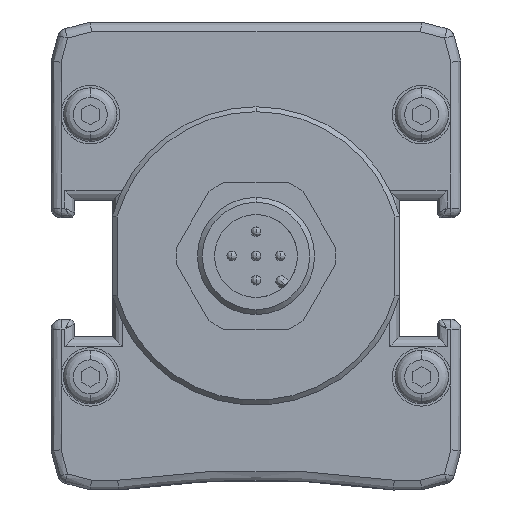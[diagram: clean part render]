
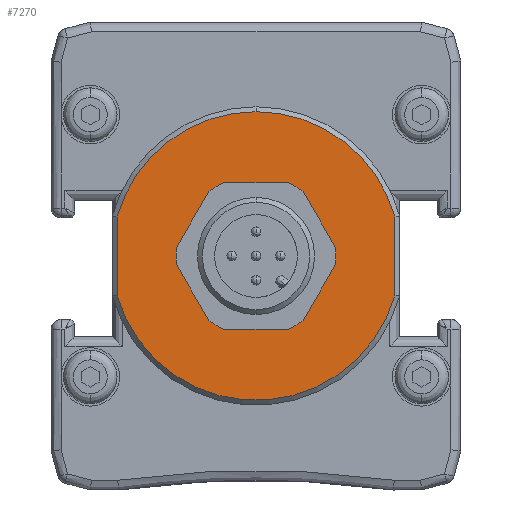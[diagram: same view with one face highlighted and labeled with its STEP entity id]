
A CAD part, front view. The second image highlights one B-rep face of the part: STEP entity #7270.
In plain terms, the highlighted planar face has unit normal (0, -1, 0).
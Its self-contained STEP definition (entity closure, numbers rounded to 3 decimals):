
#53 = VERTEX_POINT ( 'NONE', #5375 ) ;
#158 = DIRECTION ( 'NONE',  ( 0., -1., 0. ) ) ;
#379 = VERTEX_POINT ( 'NONE', #4038 ) ;
#481 = DIRECTION ( 'NONE',  ( 0., 0., -1. ) ) ;
#779 = CARTESIAN_POINT ( 'NONE',  ( 0., -571., 0. ) ) ;
#904 = EDGE_LOOP ( 'NONE', ( #9737, #10478, #3177, #2918, #12383 ) ) ;
#1829 = DIRECTION ( 'NONE',  ( 0., 0., -1. ) ) ;
#2539 = EDGE_CURVE ( 'NONE', #379, #10520, #10367, .T. ) ;
#2848 = CARTESIAN_POINT ( 'NONE',  ( -14.25, -571., 0. ) ) ;
#2918 = ORIENTED_EDGE ( 'NONE', *, *, #2539, .T. ) ;
#3014 = EDGE_CURVE ( 'NONE', #6957, #4903, #5045, .T. ) ;
#3177 = ORIENTED_EDGE ( 'NONE', *, *, #7996, .T. ) ;
#4038 = CARTESIAN_POINT ( 'NONE',  ( 14.25, -571., 3.997 ) ) ;
#4241 = CARTESIAN_POINT ( 'NONE',  ( -14.25, -571., 3.997 ) ) ;
#4823 = DIRECTION ( 'NONE',  ( 0., -1., 0. ) ) ;
#4903 = VERTEX_POINT ( 'NONE', #6233 ) ;
#5045 = LINE ( 'NONE', #2848, #12636 ) ;
#5276 = DIRECTION ( 'NONE',  ( 0., -1., 0. ) ) ;
#5375 = CARTESIAN_POINT ( 'NONE',  ( 14.25, -571., -3.997 ) ) ;
#5514 = AXIS2_PLACEMENT_3D ( 'NONE', #11226, #5276, #12206 ) ;
#6115 = LINE ( 'NONE', #10266, #10777 ) ;
#6173 = CARTESIAN_POINT ( 'NONE',  ( 0., -571., 0. ) ) ;
#6233 = CARTESIAN_POINT ( 'NONE',  ( -14.25, -571., -3.997 ) ) ;
#6511 = DIRECTION ( 'NONE',  ( 0., -1., 0. ) ) ;
#6791 = CIRCLE ( 'NONE', #9471, 14.8 ) ;
#6957 = VERTEX_POINT ( 'NONE', #4241 ) ;
#7097 = EDGE_CURVE ( 'NONE', #10520, #6957, #6791, .T. ) ;
#7199 = DIRECTION ( 'NONE',  ( 0., 0., -1. ) ) ;
#7270 = ADVANCED_FACE ( 'NONE', ( #8653 ), #10790, .T. ) ;
#7996 = EDGE_CURVE ( 'NONE', #53, #379, #6115, .T. ) ;
#8653 = FACE_OUTER_BOUND ( 'NONE', #904, .T. ) ;
#9471 = AXIS2_PLACEMENT_3D ( 'NONE', #12403, #6511, #481 ) ;
#9658 = AXIS2_PLACEMENT_3D ( 'NONE', #6173, #158, #7199 ) ;
#9737 = ORIENTED_EDGE ( 'NONE', *, *, #3014, .T. ) ;
#9937 = CARTESIAN_POINT ( 'NONE',  ( 0., -571., 14.8 ) ) ;
#10266 = CARTESIAN_POINT ( 'NONE',  ( 14.25, -571., 4.065 ) ) ;
#10367 = CIRCLE ( 'NONE', #9658, 14.8 ) ;
#10478 = ORIENTED_EDGE ( 'NONE', *, *, #12528, .T. ) ;
#10520 = VERTEX_POINT ( 'NONE', #9937 ) ;
#10542 = AXIS2_PLACEMENT_3D ( 'NONE', #779, #4823, #11763 ) ;
#10777 = VECTOR ( 'NONE', #11235, 1000. ) ;
#10790 = PLANE ( 'NONE',  #10542 ) ;
#10846 = CIRCLE ( 'NONE', #5514, 14.8 ) ;
#11226 = CARTESIAN_POINT ( 'NONE',  ( 0., -571., 0. ) ) ;
#11235 = DIRECTION ( 'NONE',  ( 0., 0., 1. ) ) ;
#11763 = DIRECTION ( 'NONE',  ( 0., 0., -1. ) ) ;
#12206 = DIRECTION ( 'NONE',  ( 0., 0., -1. ) ) ;
#12383 = ORIENTED_EDGE ( 'NONE', *, *, #7097, .T. ) ;
#12403 = CARTESIAN_POINT ( 'NONE',  ( 0., -571., 0. ) ) ;
#12528 = EDGE_CURVE ( 'NONE', #4903, #53, #10846, .T. ) ;
#12636 = VECTOR ( 'NONE', #1829, 1000. ) ;
